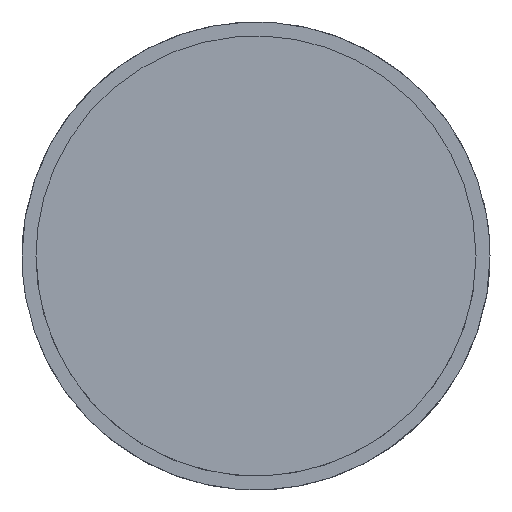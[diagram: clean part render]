
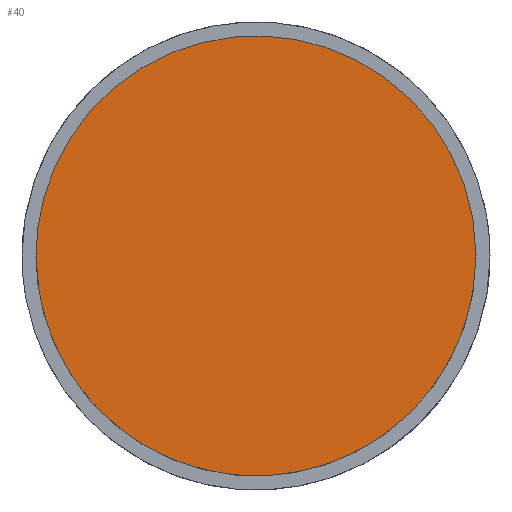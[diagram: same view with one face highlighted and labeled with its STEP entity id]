
A CAD part, front view. The second image highlights one B-rep face of the part: STEP entity #40.
In plain terms, the highlighted planar face has unit normal (0, -1, 0).
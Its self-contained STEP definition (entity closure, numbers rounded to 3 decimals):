
#40=ADVANCED_FACE('',(#174),#2167,.T.);
#174=FACE_OUTER_BOUND('',#318,.T.);
#318=EDGE_LOOP('',(#575,#576));
#575=ORIENTED_EDGE('',*,*,#1232,.T.);
#576=ORIENTED_EDGE('',*,*,#1157,.T.);
#1157=EDGE_CURVE('',#1865,#1866,#1813,.T.);
#1232=EDGE_CURVE('',#1866,#1865,#1834,.T.);
#1813=(
BOUNDED_CURVE()
B_SPLINE_CURVE(2,(#9611,#9612,#9613,#9614,#9615),.UNSPECIFIED.,.F.,.F.)
B_SPLINE_CURVE_WITH_KNOTS((3,2,3),(-91.577,-45.789,
0.),.UNSPECIFIED.)
CURVE()
GEOMETRIC_REPRESENTATION_ITEM()
RATIONAL_B_SPLINE_CURVE((1.,0.707,1.,0.707,1.))
REPRESENTATION_ITEM('')
);
#1834=(
BOUNDED_CURVE()
B_SPLINE_CURVE(2,(#10290,#10291,#10292,#10293,#10294),.UNSPECIFIED.,.F.,
 .F.)
B_SPLINE_CURVE_WITH_KNOTS((3,2,3),(-91.577,-45.789,
0.),.UNSPECIFIED.)
CURVE()
GEOMETRIC_REPRESENTATION_ITEM()
RATIONAL_B_SPLINE_CURVE((1.,0.707,1.,0.707,1.))
REPRESENTATION_ITEM('')
);
#1865=VERTEX_POINT('',#9365);
#1866=VERTEX_POINT('',#9366);
#2167=PLANE('',#2262);
#2262=AXIS2_PLACEMENT_3D('',#2400,#2331,$);
#2331=DIRECTION('',(0.,-1.,0.));
#2400=CARTESIAN_POINT('',(-34.98,-25.5,-34.98));
#9365=CARTESIAN_POINT('',(-29.15,-25.5,0.));
#9366=CARTESIAN_POINT('',(29.15,-25.5,0.));
#9611=CARTESIAN_POINT('',(-29.15,-25.5,0.));
#9612=CARTESIAN_POINT('',(-29.15,-25.5,-29.15));
#9613=CARTESIAN_POINT('',(0.,-25.5,-29.15));
#9614=CARTESIAN_POINT('',(29.15,-25.5,-29.15));
#9615=CARTESIAN_POINT('',(29.15,-25.5,0.));
#10290=CARTESIAN_POINT('',(29.15,-25.5,0.));
#10291=CARTESIAN_POINT('',(29.15,-25.5,29.15));
#10292=CARTESIAN_POINT('',(0.,-25.5,29.15));
#10293=CARTESIAN_POINT('',(-29.15,-25.5,29.15));
#10294=CARTESIAN_POINT('',(-29.15,-25.5,0.));
